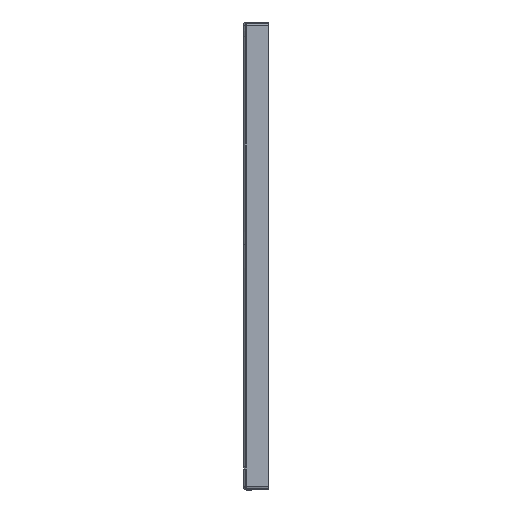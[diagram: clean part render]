
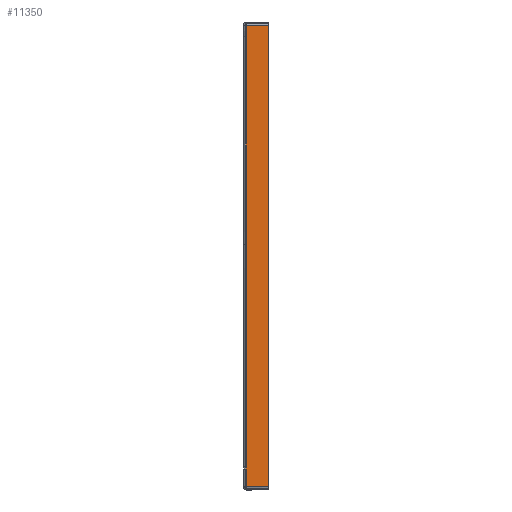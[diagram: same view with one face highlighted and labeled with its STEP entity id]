
A CAD part, left-side view. The second image highlights one B-rep face of the part: STEP entity #11350.
In plain terms, the highlighted planar face has unit normal (-1, 0, 0).
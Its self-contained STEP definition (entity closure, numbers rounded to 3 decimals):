
#2852=CARTESIAN_POINT('',(-750.,-5.133,
45.));
#2853=CARTESIAN_POINT('',(-750.,-5.133,
48.802));
#2854=CARTESIAN_POINT('',(-750.,-5.132,56.774));
#2855=CARTESIAN_POINT('',(-750.,-5.132,70.058));
#2856=CARTESIAN_POINT('',(-750.,-5.132,84.012));
#2857=CARTESIAN_POINT('',(-750.,-5.131,98.212));
#2858=CARTESIAN_POINT('',(-750.,-5.129,114.105));
#2859=CARTESIAN_POINT('',(-750.,-5.128,129.113));
#2860=CARTESIAN_POINT('',(-750.,-5.126,143.724));
#2861=CARTESIAN_POINT('',(-750.,-5.125,157.712));
#2862=CARTESIAN_POINT('',(-750.,-5.123,171.287));
#2863=CARTESIAN_POINT('',(-750.,-5.121,184.315));
#2864=CARTESIAN_POINT('',(-750.,-5.119,197.365));
#2865=CARTESIAN_POINT('',(-750.,-5.117,208.204));
#2866=CARTESIAN_POINT('',(-750.,-5.115,219.847));
#2867=CARTESIAN_POINT('',(-750.,-5.113,232.482));
#2868=CARTESIAN_POINT('',(-750.,-5.11,245.763));
#2869=CARTESIAN_POINT('',(-750.,-5.107,260.666));
#2870=CARTESIAN_POINT('',(-750.,-5.104,274.646));
#2871=CARTESIAN_POINT('',(-750.,-5.101,289.279));
#2872=CARTESIAN_POINT('',(-750.,-5.098,303.86));
#2873=CARTESIAN_POINT('',(-750.,-5.095,317.874));
#2874=CARTESIAN_POINT('',(-750.,-5.091,332.962));
#2875=CARTESIAN_POINT('',(-750.,-5.088,347.781));
#2876=CARTESIAN_POINT('',(-750.,-5.084,363.393));
#2877=CARTESIAN_POINT('',(-750.,-5.081,378.37));
#2878=CARTESIAN_POINT('',(-750.,-5.077,393.645));
#2879=CARTESIAN_POINT('',(-750.,-5.074,408.73));
#2880=CARTESIAN_POINT('',(-750.,-5.07,423.967));
#2881=CARTESIAN_POINT('',(-750.,-5.067,439.86));
#2882=CARTESIAN_POINT('',(-750.,-5.063,455.519));
#2883=CARTESIAN_POINT('',(-750.,-5.06,
466.757));
#2884=CARTESIAN_POINT('',(-750.,-5.059,472.496));
#2886=CARTESIAN_POINT('',(-750.,-5.059,472.496));
#2887=CARTESIAN_POINT('',(-750.,-5.055,491.653));
#2888=CARTESIAN_POINT('',(-750.,-5.047,528.188));
#2889=CARTESIAN_POINT('',(-750.,-5.036,580.865));
#2890=CARTESIAN_POINT('',(-750.,-5.027,629.768));
#2891=CARTESIAN_POINT('',(-750.,-5.019,676.118));
#2892=CARTESIAN_POINT('',(-750.,-5.012,720.356));
#2893=CARTESIAN_POINT('',(-750.,-5.008,761.975));
#2894=CARTESIAN_POINT('',(-750.,-5.004,800.056));
#2895=CARTESIAN_POINT('',(-750.,-5.002,833.986));
#2896=CARTESIAN_POINT('',(-750.,-5.001,864.474));
#2897=CARTESIAN_POINT('',(-750.,-5.,883.676));
#2898=CARTESIAN_POINT('',(-750.,-5.,893.));
#2900=DIRECTION('',(0.,0.,-1.));
#2901=VECTOR('',#2900,886.);
#2902=CARTESIAN_POINT('',(-750.,-48.,893.));
#2903=LINE('',#2902,#2901);
#2904=DIRECTION('',(0.,1.,0.));
#2905=VECTOR('',#2904,42.977);
#2906=CARTESIAN_POINT('',(-750.,-48.,7.));
#2907=LINE('',#2906,#2905);
#2908=DIRECTION('',(0.,-0.003,1.));
#2909=VECTOR('',#2908,32.992);
#2910=CARTESIAN_POINT('',(-750.,-5.023,
7.));
#2911=LINE('',#2910,#2909);
#2921=DIRECTION('',(0.,0.,-1.));
#2922=VECTOR('',#2921,5.008);
#2923=CARTESIAN_POINT('',(-750.,-5.133,
45.));
#2924=LINE('',#2923,#2922);
#3507=DIRECTION('',(0.,1.,0.));
#3508=VECTOR('',#3507,43.);
#3509=CARTESIAN_POINT('',(-750.,-48.,893.));
#3510=LINE('',#3509,#3508);
#6390=CARTESIAN_POINT('',(-750.,-48.,893.));
#6391=CARTESIAN_POINT('',(-750.,-48.,7.));
#6392=VERTEX_POINT('',#6390);
#6393=VERTEX_POINT('',#6391);
#6414=CARTESIAN_POINT('',(-750.,-5.133,
45.));
#6415=CARTESIAN_POINT('',(-750.,-5.133,
39.992));
#6416=VERTEX_POINT('',#6414);
#6417=VERTEX_POINT('',#6415);
#6418=VERTEX_POINT('',#2884);
#6419=VERTEX_POINT('',#2898);
#6420=CARTESIAN_POINT('',(-750.,-5.023,
7.));
#6421=VERTEX_POINT('',#6420);
#11330=CARTESIAN_POINT('',(-750.,0.,0.));
#11331=DIRECTION('',(-1.,0.,0.));
#11332=DIRECTION('',(0.,0.,1.));
#11333=AXIS2_PLACEMENT_3D('',#11330,#11331,#11332);
#11334=PLANE('',#11333);
#11336=ORIENTED_EDGE('',*,*,#11335,.F.);
#11338=ORIENTED_EDGE('',*,*,#11337,.T.);
#11340=ORIENTED_EDGE('',*,*,#11339,.T.);
#11342=ORIENTED_EDGE('',*,*,#11341,.F.);
#11343=ORIENTED_EDGE('',*,*,#11296,.T.);
#11345=ORIENTED_EDGE('',*,*,#11344,.T.);
#11347=ORIENTED_EDGE('',*,*,#11346,.T.);
#11348=EDGE_LOOP('',(#11336,#11338,#11340,#11342,#11343,#11345,#11347));
#11349=FACE_OUTER_BOUND('',#11348,.F.);
#11350=ADVANCED_FACE('',(#11349),#11334,.T.);
#2885=B_SPLINE_CURVE_WITH_KNOTS('',3,(#2852,#2853,#2854,#2855,#2856,#2857,#2858,
#2859,#2860,#2861,#2862,#2863,#2864,#2865,#2866,#2867,#2868,#2869,#2870,#2871,
#2872,#2873,#2874,#2875,#2876,#2877,#2878,#2879,#2880,#2881,#2882,#2883,#2884),
.UNSPECIFIED.,.F.,.F.,(4,1,1,1,1,1,1,1,1,1,1,1,1,1,1,1,1,1,1,1,1,1,1,1,1,1,1,1,
1,1,4),(0.,0.033,0.067,0.1,0.133,
0.167,0.2,0.233,0.267,0.3,
0.333,0.367,0.4,0.433,0.467,
0.5,0.533,0.567,0.6,0.633,
0.667,0.7,0.733,0.767,0.8,
0.833,0.867,0.9,0.933,0.967,
1.),.UNSPECIFIED.);
#2899=B_SPLINE_CURVE_WITH_KNOTS('',3,(#2886,#2887,#2888,#2889,#2890,#2891,#2892,
#2893,#2894,#2895,#2896,#2897,#2898),.UNSPECIFIED.,.F.,.F.,(4,1,1,1,1,1,1,1,1,1,
4),(0.,0.137,0.261,0.376,
0.486,0.591,0.691,0.782,
0.863,0.933,1.),.UNSPECIFIED.);
#11296=EDGE_CURVE('',#6392,#6393,#2903,.T.);
#11335=EDGE_CURVE('',#6416,#6417,#2924,.T.);
#11337=EDGE_CURVE('',#6416,#6418,#2885,.T.);
#11339=EDGE_CURVE('',#6418,#6419,#2899,.T.);
#11341=EDGE_CURVE('',#6392,#6419,#3510,.T.);
#11344=EDGE_CURVE('',#6393,#6421,#2907,.T.);
#11346=EDGE_CURVE('',#6421,#6417,#2911,.T.);
